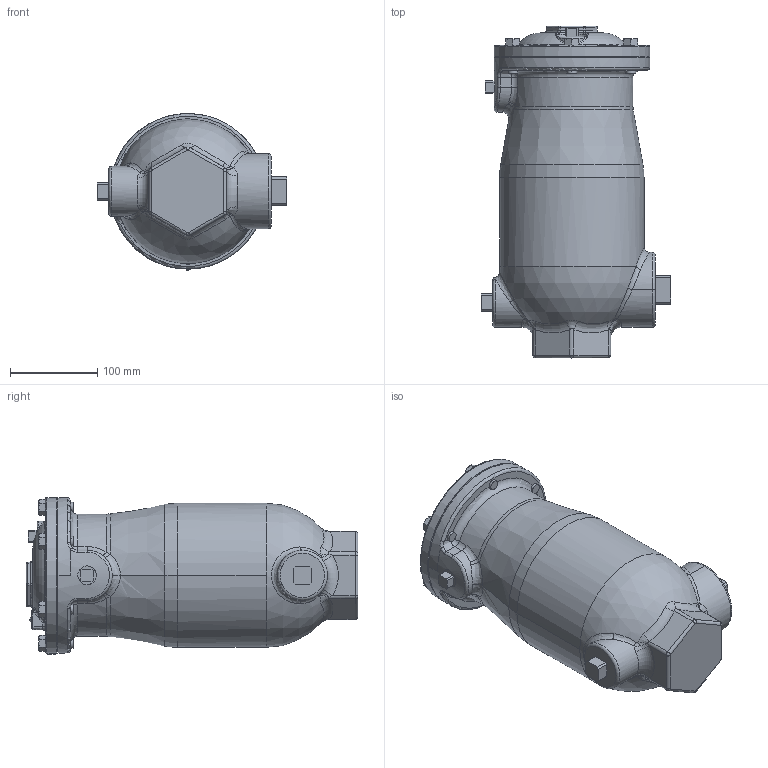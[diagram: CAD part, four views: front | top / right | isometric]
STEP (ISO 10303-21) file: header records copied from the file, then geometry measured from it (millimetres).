
FILE_DESCRIPTION((''),'2;1');
FILE_NAME('801A_SW0001','2023-09-14T09:31:14',('tbuffington'),(''),'CREO PARAMETRIC BY PTC INC, 2023072','CREO PARAMETRIC BY PTC INC, 2023072','');
FILE_SCHEMA(('AUTOMOTIVE_DESIGN { 1 0 10303 214 1 1 1 1 }'));
Length unit declared in the file: inch
Products named in the file (1): 801A_SW0001
Bounding box: 216.99 x 379.43 x 179.39 mm (x, y, z)
Volume: 6847914.2 mm3; surface area: 234841.5 mm2
Topology: 1 solids, 1 shells, 350 faces, 837 edges, 502 vertices
Faces by surface type: plane 117, bspline 78, cylinder 72, cone 46, torus 26, sphere 11
Entity records: 17827 total; most frequent: CARTESIAN_POINT 8935, ORIENTED_EDGE 1666, DIRECTION 1377, COLOUR_RGB 1328, EDGE_CURVE 833, AXIS2_PLACEMENT_3D 541, VERTEX_POINT 502, EDGE_LOOP 367
